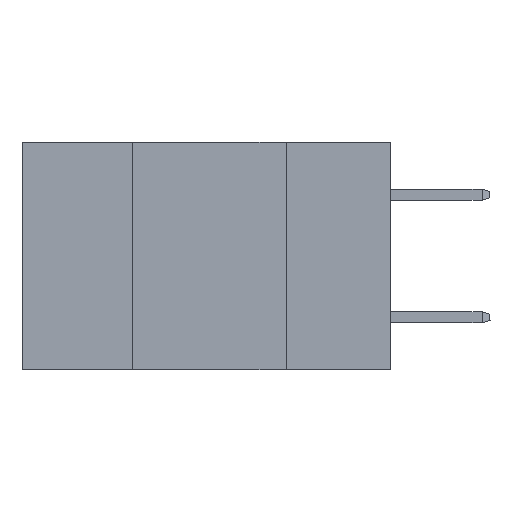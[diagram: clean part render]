
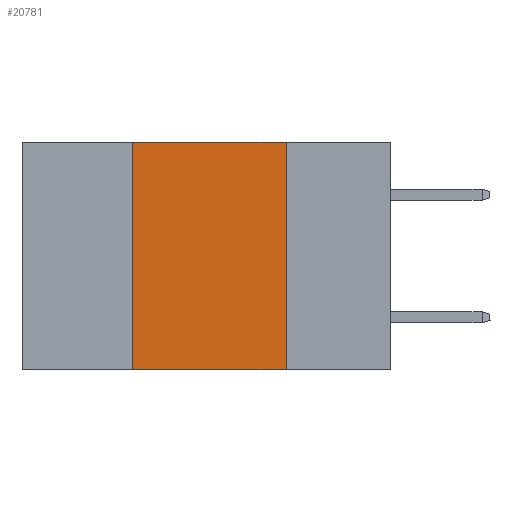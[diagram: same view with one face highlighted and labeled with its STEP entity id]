
A CAD part, left-side view. The second image highlights one B-rep face of the part: STEP entity #20781.
In plain terms, the highlighted planar face has unit normal (-1, 0, 0).
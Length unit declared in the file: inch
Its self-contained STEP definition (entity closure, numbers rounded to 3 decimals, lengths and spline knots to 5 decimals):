
#1342 = DIRECTION ( 'NONE',  ( 0., 0., -1. ) ) ;
#1494 = CARTESIAN_POINT ( 'NONE',  ( 0., 0.42, -0.37 ) ) ;
#1597 = ORIENTED_EDGE ( 'NONE', *, *, #17631, .F. ) ;
#1700 = ORIENTED_EDGE ( 'NONE', *, *, #28077, .F. ) ;
#1785 = FACE_OUTER_BOUND ( 'NONE', #14950, .T. ) ;
#2342 = LINE ( 'NONE', #11003, #20792 ) ;
#3716 = DIRECTION ( 'NONE',  ( 1., 0., 0. ) ) ;
#5679 = VECTOR ( 'NONE', #21588, 39.37008 ) ;
#6282 = CARTESIAN_POINT ( 'NONE',  ( 0., 0.42, 0. ) ) ;
#7430 = VERTEX_POINT ( 'NONE', #22941 ) ;
#7628 = VECTOR ( 'NONE', #1342, 39.37008 ) ;
#7712 = ORIENTED_EDGE ( 'NONE', *, *, #24093, .T. ) ;
#9704 = EDGE_CURVE ( 'NONE', #24882, #7430, #13130, .T. ) ;
#11003 = CARTESIAN_POINT ( 'NONE',  ( 0., 0.6, 0. ) ) ;
#11459 = DIRECTION ( 'NONE',  ( 0., 0., -1. ) ) ;
#11958 = VECTOR ( 'NONE', #31238, 39.37008 ) ;
#13130 = LINE ( 'NONE', #6282, #5679 ) ;
#14189 = AXIS2_PLACEMENT_3D ( 'NONE', #15762, #3716, #11459 ) ;
#14950 = EDGE_LOOP ( 'NONE', ( #1597, #1700, #17378, #7712 ) ) ;
#15762 = CARTESIAN_POINT ( 'NONE',  ( 0., 0.6, 0. ) ) ;
#16060 = CARTESIAN_POINT ( 'NONE',  ( 0., 0.6, -0.37 ) ) ;
#16442 = VERTEX_POINT ( 'NONE', #22142 ) ;
#17378 = ORIENTED_EDGE ( 'NONE', *, *, #9704, .F. ) ;
#17631 = EDGE_CURVE ( 'NONE', #27463, #16442, #21031, .T. ) ;
#18184 = PLANE ( 'NONE',  #14189 ) ;
#20781 = ADVANCED_FACE ( 'NONE', ( #1785 ), #18184, .F. ) ;
#20792 = VECTOR ( 'NONE', #25729, 39.37008 ) ;
#21031 = LINE ( 'NONE', #23613, #7628 ) ;
#21183 = LINE ( 'NONE', #16060, #11958 ) ;
#21588 = DIRECTION ( 'NONE',  ( 0., 0., 1. ) ) ;
#22142 = CARTESIAN_POINT ( 'NONE',  ( 0., 0.17, -0.37 ) ) ;
#22941 = CARTESIAN_POINT ( 'NONE',  ( 0., 0.42, 0. ) ) ;
#23613 = CARTESIAN_POINT ( 'NONE',  ( 0., 0.17, 0. ) ) ;
#24093 = EDGE_CURVE ( 'NONE', #24882, #16442, #21183, .T. ) ;
#24882 = VERTEX_POINT ( 'NONE', #1494 ) ;
#25729 = DIRECTION ( 'NONE',  ( 0., -1., 0. ) ) ;
#27463 = VERTEX_POINT ( 'NONE', #31407 ) ;
#28077 = EDGE_CURVE ( 'NONE', #7430, #27463, #2342, .T. ) ;
#31238 = DIRECTION ( 'NONE',  ( 0., -1., 0. ) ) ;
#31407 = CARTESIAN_POINT ( 'NONE',  ( 0., 0.17, 0. ) ) ;
